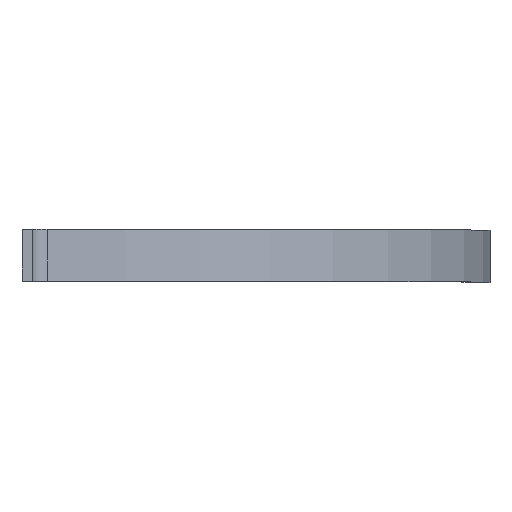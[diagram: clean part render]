
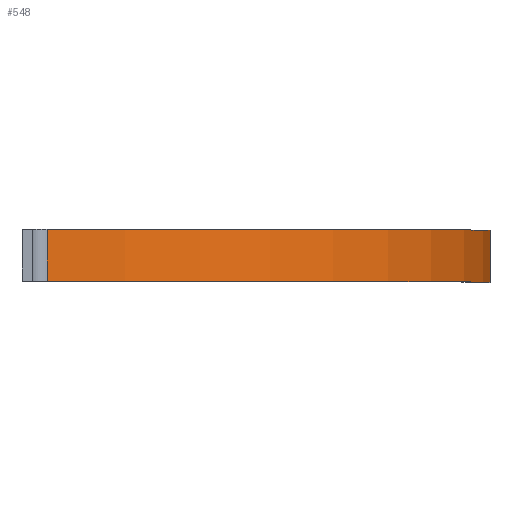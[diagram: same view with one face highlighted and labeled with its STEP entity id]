
A CAD part, top view. The second image highlights one B-rep face of the part: STEP entity #548.
In plain terms, the highlighted cylindrical face has radius 450 mm (diameter 900 mm), a partial arc.
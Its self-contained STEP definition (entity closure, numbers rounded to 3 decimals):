
#1 = CARTESIAN_POINT ( 'NONE',  ( 0., 50., 0. ) ) ;
#10 = EDGE_CURVE ( 'NONE', #26, #293, #187, .T. ) ;
#21 = AXIS2_PLACEMENT_3D ( 'NONE', #1, #532, #574 ) ;
#26 = VERTEX_POINT ( 'NONE', #290 ) ;
#62 = CARTESIAN_POINT ( 'NONE',  ( 24.194, 0., 449.349 ) ) ;
#63 = VERTEX_POINT ( 'NONE', #474 ) ;
#92 = EDGE_LOOP ( 'NONE', ( #521, #363, #160, #136 ) ) ;
#116 = CARTESIAN_POINT ( 'NONE',  ( 450., 50., 0. ) ) ;
#136 = ORIENTED_EDGE ( 'NONE', *, *, #10, .T. ) ;
#159 = AXIS2_PLACEMENT_3D ( 'NONE', #433, #316, #199 ) ;
#160 = ORIENTED_EDGE ( 'NONE', *, *, #185, .F. ) ;
#185 = EDGE_CURVE ( 'NONE', #26, #63, #598, .T. ) ;
#187 = LINE ( 'NONE', #401, #408 ) ;
#199 = DIRECTION ( 'NONE',  ( 1., 0., 0. ) ) ;
#212 = DIRECTION ( 'NONE',  ( 0., -1., 0. ) ) ;
#221 = CIRCLE ( 'NONE', #638, 450. ) ;
#255 = EDGE_CURVE ( 'NONE', #293, #530, #221, .T. ) ;
#290 = CARTESIAN_POINT ( 'NONE',  ( 24.194, 50., 449.349 ) ) ;
#293 = VERTEX_POINT ( 'NONE', #62 ) ;
#316 = DIRECTION ( 'NONE',  ( 0., 1., 0. ) ) ;
#325 = CARTESIAN_POINT ( 'NONE',  ( 0., 0., 0. ) ) ;
#330 = DIRECTION ( 'NONE',  ( 0., 1., 0. ) ) ;
#332 = EDGE_CURVE ( 'NONE', #63, #530, #653, .T. ) ;
#346 = DIRECTION ( 'NONE',  ( 0., -1., 0. ) ) ;
#363 = ORIENTED_EDGE ( 'NONE', *, *, #332, .F. ) ;
#401 = CARTESIAN_POINT ( 'NONE',  ( 24.194, 50., 449.349 ) ) ;
#405 = FACE_OUTER_BOUND ( 'NONE', #92, .T. ) ;
#408 = VECTOR ( 'NONE', #346, 1000. ) ;
#433 = CARTESIAN_POINT ( 'NONE',  ( 0., 50., 0. ) ) ;
#455 = CARTESIAN_POINT ( 'NONE',  ( 450., 0., 0. ) ) ;
#469 = CYLINDRICAL_SURFACE ( 'NONE', #21, 450. ) ;
#474 = CARTESIAN_POINT ( 'NONE',  ( 450., 50., 0. ) ) ;
#488 = DIRECTION ( 'NONE',  ( 1., 0., 0. ) ) ;
#521 = ORIENTED_EDGE ( 'NONE', *, *, #255, .T. ) ;
#530 = VERTEX_POINT ( 'NONE', #455 ) ;
#532 = DIRECTION ( 'NONE',  ( 0., -1., 0. ) ) ;
#548 = ADVANCED_FACE ( 'NONE', ( #405 ), #469, .T. ) ;
#574 = DIRECTION ( 'NONE',  ( 0., 0., -1. ) ) ;
#598 = CIRCLE ( 'NONE', #159, 450. ) ;
#638 = AXIS2_PLACEMENT_3D ( 'NONE', #325, #330, #488 ) ;
#653 = LINE ( 'NONE', #116, #665 ) ;
#665 = VECTOR ( 'NONE', #212, 1000. ) ;
